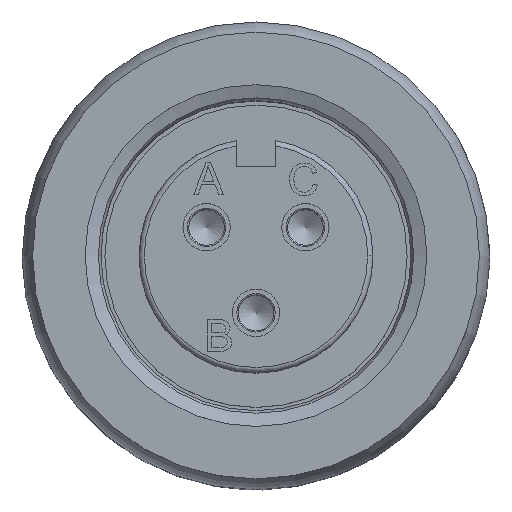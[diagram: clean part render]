
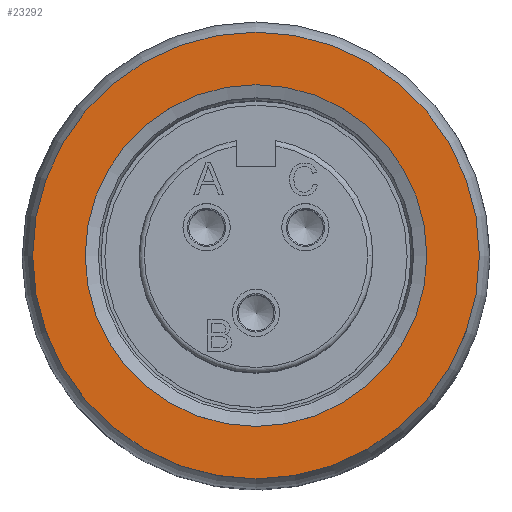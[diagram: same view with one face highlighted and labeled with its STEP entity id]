
A CAD part, top view. The second image highlights one B-rep face of the part: STEP entity #23292.
In plain terms, the highlighted planar face has unit normal (0, 0, 1).
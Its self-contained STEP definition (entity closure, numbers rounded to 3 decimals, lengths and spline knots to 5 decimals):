
#1038=FACE_BOUND('',#5663,.T.);
#2612=PLANE('',#26652);
#4050=FACE_OUTER_BOUND('',#5662,.T.);
#5662=EDGE_LOOP('',(#20570));
#5663=EDGE_LOOP('',(#20571));
#9341=CIRCLE('',#26598,0.325);
#9376=CIRCLE('',#26653,0.425);
#11109=VERTEX_POINT('',#46795);
#11139=VERTEX_POINT('',#46893);
#14283=EDGE_CURVE('',#11109,#11109,#9341,.T.);
#14330=EDGE_CURVE('',#11139,#11139,#9376,.T.);
#20570=ORIENTED_EDGE('',*,*,#14330,.F.);
#20571=ORIENTED_EDGE('',*,*,#14283,.T.);
#23292=ADVANCED_FACE('',(#4050,#1038),#2612,.T.);
#26598=AXIS2_PLACEMENT_3D('',#46797,#33414,#33415);
#26652=AXIS2_PLACEMENT_3D('',#46892,#33534,#33535);
#26653=AXIS2_PLACEMENT_3D('',#46894,#33536,#33537);
#33414=DIRECTION('center_axis',(0.,0.,-1.));
#33415=DIRECTION('ref_axis',(0.,1.,0.));
#33534=DIRECTION('center_axis',(0.,0.,1.));
#33535=DIRECTION('ref_axis',(1.,0.,0.));
#33536=DIRECTION('center_axis',(0.,0.,-1.));
#33537=DIRECTION('ref_axis',(0.,1.,0.));
#46795=CARTESIAN_POINT('',(0.,-0.325,0.));
#46797=CARTESIAN_POINT('Origin',(0.,0.,0.));
#46892=CARTESIAN_POINT('Origin',(0.,0.2125,0.));
#46893=CARTESIAN_POINT('',(0.,-0.425,0.));
#46894=CARTESIAN_POINT('Origin',(0.,0.,0.));
